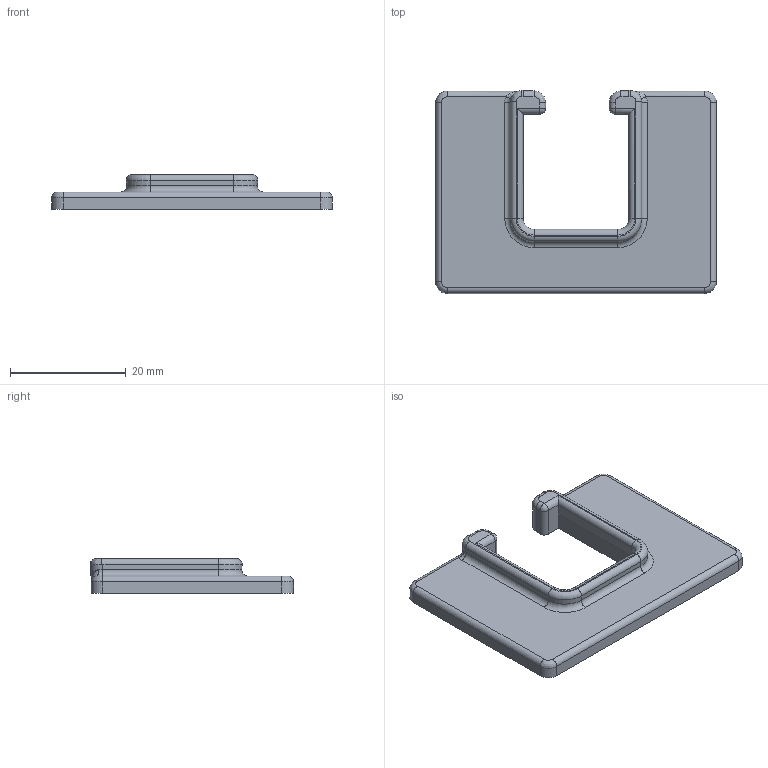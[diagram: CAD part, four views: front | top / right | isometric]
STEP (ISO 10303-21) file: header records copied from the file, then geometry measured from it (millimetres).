
FILE_DESCRIPTION(/* description */ (''),/* implementation_level */ '2;1');
FILE_NAME(/* name */ 'Handle Cover v3.step',/* time_stamp */ '2022-01-21T12:42:48+08:00',/* author */ (''),/* organization */ (''),/* preprocessor_version */ 'ST-DEVELOPER v18.1',/* originating_system */ 'Autodesk Translation Framework v10.10.0.1391',/* authorisation */ '');
FILE_SCHEMA (('AUTOMOTIVE_DESIGN { 1 0 10303 214 3 1 1 }'));
Length unit declared in the file: millimetre
Products named in the file (1): Handle Cover
Bounding box: 48.5 x 35.1 x 6 mm (x, y, z)
Volume: 4307 mm3; surface area: 3532.4 mm2
Topology: 1 solids, 1 shells, 87 faces, 211 edges, 126 vertices
Faces by surface type: cylinder 36, plane 27, bspline 12, torus 6, cone 4, sphere 2
Entity records: 2789 total; most frequent: CARTESIAN_POINT 712, DIRECTION 449, ORIENTED_EDGE 422, EDGE_CURVE 211, AXIS2_PLACEMENT_3D 170, VERTEX_POINT 126, LINE 109, VECTOR 109
